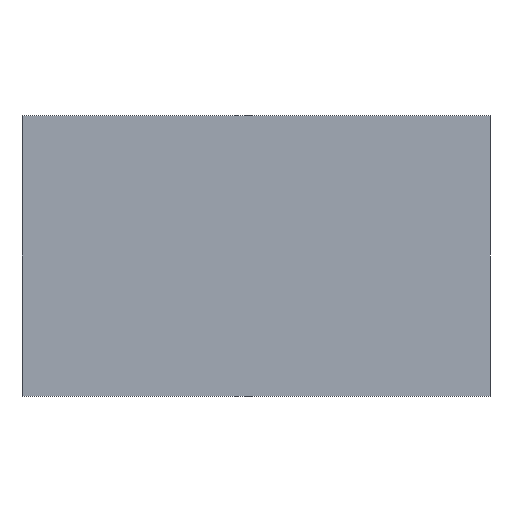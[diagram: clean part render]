
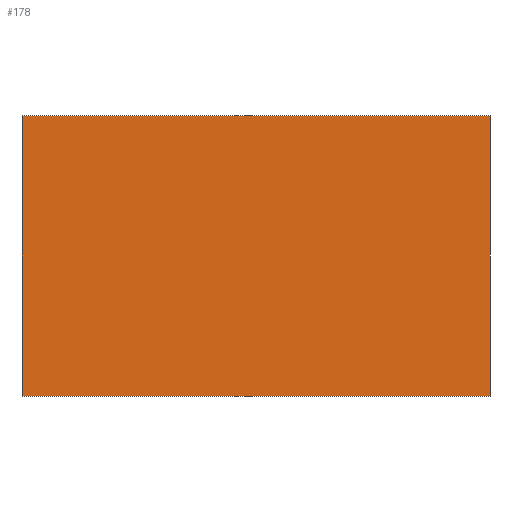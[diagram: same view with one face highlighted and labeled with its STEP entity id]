
A CAD part, front view. The second image highlights one B-rep face of the part: STEP entity #178.
In plain terms, the highlighted planar face has unit normal (0, -1, 0).
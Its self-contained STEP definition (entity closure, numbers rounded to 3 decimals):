
#178=ADVANCED_FACE('',(#194),#195,.T.);
#194=FACE_OUTER_BOUND('',#210,.T.);
#195=PLANE('',#211);
#210=EDGE_LOOP('',(#265,#266,#267,#268));
#211=AXIS2_PLACEMENT_3D('',#269,#270,#271);
#265=ORIENTED_EDGE('',*,*,#285,.F.);
#266=ORIENTED_EDGE('',*,*,#282,.T.);
#267=ORIENTED_EDGE('',*,*,#289,.T.);
#268=ORIENTED_EDGE('',*,*,#287,.T.);
#269=CARTESIAN_POINT('',(-50000.0,-3.0,0.0));
#270=DIRECTION('',(0.0,-1.0,0.));
#271=DIRECTION('',(0.0,0.,-1.0));
#282=EDGE_CURVE('',#308,#309,#310,.T.);
#285=EDGE_CURVE('',#308,#313,#314,.T.);
#287=EDGE_CURVE('',#316,#313,#317,.T.);
#289=EDGE_CURVE('',#309,#316,#319,.T.);
#308=VERTEX_POINT('',#344);
#309=VERTEX_POINT('',#345);
#310=LINE('',#346,#347);
#313=VERTEX_POINT('',#352);
#314=LINE('',#353,#354);
#316=VERTEX_POINT('',#357);
#317=LINE('',#358,#359);
#319=LINE('',#362,#363);
#344=CARTESIAN_POINT('',(-50.,-3.0,30.0));
#345=CARTESIAN_POINT('',(-50.,-3.0,-30.0));
#346=CARTESIAN_POINT('',(-50.,-3.0,0.0));
#347=VECTOR('',#382,1.0);
#352=CARTESIAN_POINT('',(50.,-3.0,30.0));
#353=CARTESIAN_POINT('',(-50000.0,-3.0,30.0));
#354=VECTOR('',#385,1.0);
#357=CARTESIAN_POINT('',(50.,-3.0,-30.0));
#358=CARTESIAN_POINT('',(50.,-3.0,0.0));
#359=VECTOR('',#387,1.0);
#362=CARTESIAN_POINT('',(-50000.0,-3.0,-30.0));
#363=VECTOR('',#389,1.0);
#382=DIRECTION('',(0.0,0.,-1.0));
#385=DIRECTION('',(1.0,0.0,0.0));
#387=DIRECTION('',(0.0,0.,1.0));
#389=DIRECTION('',(1.0,0.0,0.0));
